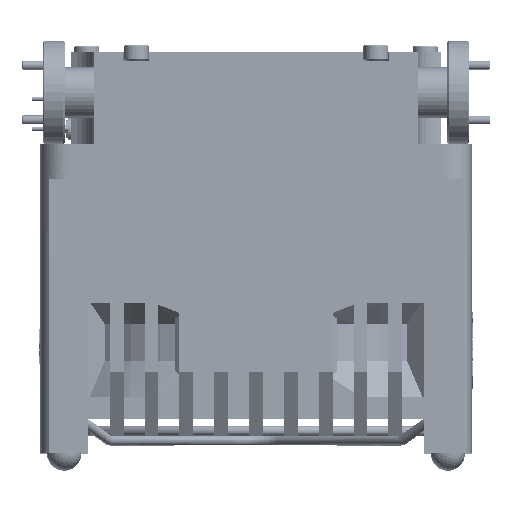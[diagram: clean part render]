
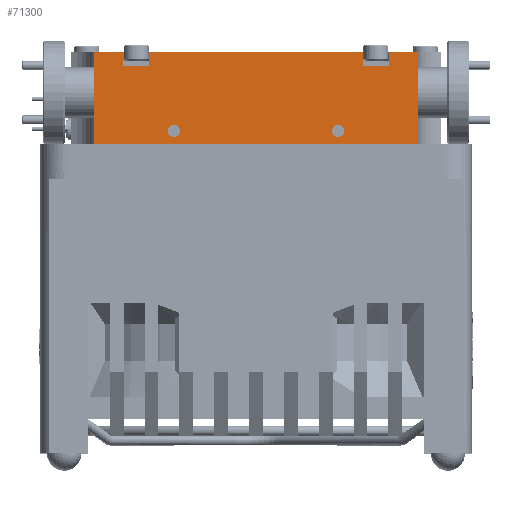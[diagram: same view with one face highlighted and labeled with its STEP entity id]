
A CAD part, top view. The second image highlights one B-rep face of the part: STEP entity #71300.
In plain terms, the highlighted planar face has unit normal (0, 0, 1).
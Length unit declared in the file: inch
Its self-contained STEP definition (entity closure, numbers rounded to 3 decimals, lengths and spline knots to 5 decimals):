
#101 = EDGE_CURVE ( 'NONE', #77526, #3898, #132839, .T. ) ;
#566 = CARTESIAN_POINT ( 'NONE',  ( -0.6, -0.2375, 1.55 ) ) ;
#761 = CARTESIAN_POINT ( 'NONE',  ( -1.18, 0.3375, 1.55 ) ) ;
#1683 = ORIENTED_EDGE ( 'NONE', *, *, #33560, .F. ) ;
#2448 = CARTESIAN_POINT ( 'NONE',  ( 0.9715, 0.2355, 1.55 ) ) ;
#2503 = CARTESIAN_POINT ( 'NONE',  ( -1.18, -0.3375, 1.55 ) ) ;
#2509 = ORIENTED_EDGE ( 'NONE', *, *, #78143, .F. ) ;
#2794 = EDGE_CURVE ( 'NONE', #114002, #47747, #19963, .T. ) ;
#3898 = VERTEX_POINT ( 'NONE', #69164 ) ;
#5845 = ORIENTED_EDGE ( 'NONE', *, *, #71113, .F. ) ;
#7957 = DIRECTION ( 'NONE',  ( 0., 1., 0. ) ) ;
#8358 = DIRECTION ( 'NONE',  ( 1., 0., 0. ) ) ;
#12495 = ORIENTED_EDGE ( 'NONE', *, *, #51581, .F. ) ;
#13418 = EDGE_CURVE ( 'NONE', #131301, #61584, #80001, .T. ) ;
#13472 = LINE ( 'NONE', #54695, #118485 ) ;
#14179 = CARTESIAN_POINT ( 'NONE',  ( -1.18, 0.3375, 1.55 ) ) ;
#15553 = CARTESIAN_POINT ( 'NONE',  ( -0.6445, -0.2375, 1.55 ) ) ;
#17343 = ORIENTED_EDGE ( 'NONE', *, *, #121670, .F. ) ;
#19963 = LINE ( 'NONE', #123379, #99977 ) ;
#22272 = ORIENTED_EDGE ( 'NONE', *, *, #98886, .T. ) ;
#22749 = FACE_BOUND ( 'NONE', #119434, .T. ) ;
#23162 = AXIS2_PLACEMENT_3D ( 'NONE', #60794, #111459, #47985 ) ;
#24342 = ORIENTED_EDGE ( 'NONE', *, *, #2794, .T. ) ;
#26732 = CARTESIAN_POINT ( 'NONE',  ( -1.18, 0.3375, 1.55 ) ) ;
#28124 = VERTEX_POINT ( 'NONE', #89156 ) ;
#29052 = DIRECTION ( 'NONE',  ( 1., 0., 0. ) ) ;
#29992 = VECTOR ( 'NONE', #66421, 39.37008 ) ;
#30130 = DIRECTION ( 'NONE',  ( 0., 1., 0. ) ) ;
#32316 = DIRECTION ( 'NONE',  ( 0., 0., 1. ) ) ;
#32400 = CARTESIAN_POINT ( 'NONE',  ( 1.18, 0.3375, 1.55 ) ) ;
#32887 = VERTEX_POINT ( 'NONE', #87960 ) ;
#33560 = EDGE_CURVE ( 'NONE', #47475, #126840, #59540, .T. ) ;
#36275 = CARTESIAN_POINT ( 'NONE',  ( 1.18, -0.3375, 1.55 ) ) ;
#37560 = DIRECTION ( 'NONE',  ( 0., 0., -1. ) ) ;
#37705 = LINE ( 'NONE', #46520, #84459 ) ;
#39528 = EDGE_CURVE ( 'NONE', #126840, #47475, #57589, .T. ) ;
#41842 = VERTEX_POINT ( 'NONE', #103852 ) ;
#43872 = LINE ( 'NONE', #32400, #65843 ) ;
#45012 = DIRECTION ( 'NONE',  ( 0., 0., 1. ) ) ;
#46336 = DIRECTION ( 'NONE',  ( 1., 0., 0. ) ) ;
#46520 = CARTESIAN_POINT ( 'NONE',  ( -0.9715, 0.04018, 1.55 ) ) ;
#46950 = VECTOR ( 'NONE', #65971, 39.37008 ) ;
#47475 = VERTEX_POINT ( 'NONE', #94252 ) ;
#47747 = VERTEX_POINT ( 'NONE', #99565 ) ;
#47778 = EDGE_CURVE ( 'NONE', #115955, #106449, #122547, .T. ) ;
#47985 = DIRECTION ( 'NONE',  ( 1., 0., 0. ) ) ;
#48162 = VECTOR ( 'NONE', #8358, 39.37008 ) ;
#48232 = VECTOR ( 'NONE', #131066, 39.37008 ) ;
#48651 = CIRCLE ( 'NONE', #87520, 0.0445 ) ;
#49556 = CARTESIAN_POINT ( 'NONE',  ( -1.18, 0.3375, 1.55 ) ) ;
#51581 = EDGE_CURVE ( 'NONE', #101793, #28124, #48651, .T. ) ;
#53300 = VECTOR ( 'NONE', #71056, 39.37008 ) ;
#54564 = VERTEX_POINT ( 'NONE', #36275 ) ;
#54695 = CARTESIAN_POINT ( 'NONE',  ( -0.7785, 0.04018, 1.55 ) ) ;
#55139 = CARTESIAN_POINT ( 'NONE',  ( 0.6, -0.2375, 1.55 ) ) ;
#56429 = EDGE_CURVE ( 'NONE', #131301, #32887, #37705, .T. ) ;
#57589 = CIRCLE ( 'NONE', #23162, 0.0445 ) ;
#57619 = ORIENTED_EDGE ( 'NONE', *, *, #117155, .F. ) ;
#58767 = LINE ( 'NONE', #60787, #48232 ) ;
#59139 = DIRECTION ( 'NONE',  ( 0., -1., 0. ) ) ;
#59444 = LINE ( 'NONE', #100679, #129188 ) ;
#59540 = CIRCLE ( 'NONE', #91991, 0.0445 ) ;
#60787 = CARTESIAN_POINT ( 'NONE',  ( 0.7785, 0.04018, 1.55 ) ) ;
#60794 = CARTESIAN_POINT ( 'NONE',  ( -0.6, -0.2375, 1.55 ) ) ;
#61033 = DIRECTION ( 'NONE',  ( 1., 0., 0. ) ) ;
#61584 = VERTEX_POINT ( 'NONE', #63753 ) ;
#61855 = DIRECTION ( 'NONE',  ( 0., -1., 0. ) ) ;
#63354 = LINE ( 'NONE', #2503, #46950 ) ;
#63753 = CARTESIAN_POINT ( 'NONE',  ( -0.7785, 0.2355, 1.55 ) ) ;
#64072 = ORIENTED_EDGE ( 'NONE', *, *, #39528, .F. ) ;
#65459 = DIRECTION ( 'NONE',  ( 0., -1., 0. ) ) ;
#65843 = VECTOR ( 'NONE', #65459, 39.37008 ) ;
#65971 = DIRECTION ( 'NONE',  ( 1., 0., 0. ) ) ;
#66421 = DIRECTION ( 'NONE',  ( 1., 0., 0. ) ) ;
#67161 = ORIENTED_EDGE ( 'NONE', *, *, #108469, .F. ) ;
#69164 = CARTESIAN_POINT ( 'NONE',  ( 0.9715, 0.3375, 1.55 ) ) ;
#70633 = CARTESIAN_POINT ( 'NONE',  ( 0.6, -0.2375, 1.55 ) ) ;
#71055 = CARTESIAN_POINT ( 'NONE',  ( 0.5555, -0.2375, 1.55 ) ) ;
#71056 = DIRECTION ( 'NONE',  ( 1., 0., 0. ) ) ;
#71113 = EDGE_CURVE ( 'NONE', #61584, #115955, #13472, .T. ) ;
#71300 = ADVANCED_FACE ( 'NONE', ( #22749, #99708, #88908 ), #129476, .F. ) ;
#71314 = DIRECTION ( 'NONE',  ( 1., 0., 0. ) ) ;
#72426 = VERTEX_POINT ( 'NONE', #103916 ) ;
#73868 = AXIS2_PLACEMENT_3D ( 'NONE', #55139, #45012, #46336 ) ;
#75547 = CARTESIAN_POINT ( 'NONE',  ( 0.7785, 0.3375, 1.55 ) ) ;
#77139 = EDGE_LOOP ( 'NONE', ( #57619, #12495 ) ) ;
#77526 = VERTEX_POINT ( 'NONE', #2448 ) ;
#78143 = EDGE_CURVE ( 'NONE', #114002, #32887, #59444, .T. ) ;
#79705 = AXIS2_PLACEMENT_3D ( 'NONE', #26732, #37560, #59139 ) ;
#80001 = LINE ( 'NONE', #123252, #48162 ) ;
#80505 = CARTESIAN_POINT ( 'NONE',  ( -0.9715, 0.2355, 1.55 ) ) ;
#82132 = DIRECTION ( 'NONE',  ( 0., 0., 1. ) ) ;
#82221 = CARTESIAN_POINT ( 'NONE',  ( -0.7785, 0.3375, 1.55 ) ) ;
#83872 = LINE ( 'NONE', #761, #53300 ) ;
#84459 = VECTOR ( 'NONE', #7957, 39.37008 ) ;
#85894 = EDGE_CURVE ( 'NONE', #3898, #72426, #83872, .T. ) ;
#86034 = LINE ( 'NONE', #127278, #29992 ) ;
#87520 = AXIS2_PLACEMENT_3D ( 'NONE', #70633, #82132, #71314 ) ;
#87960 = CARTESIAN_POINT ( 'NONE',  ( -0.9715, 0.3375, 1.55 ) ) ;
#88908 = FACE_OUTER_BOUND ( 'NONE', #89838, .T. ) ;
#89156 = CARTESIAN_POINT ( 'NONE',  ( 0.6445, -0.2375, 1.55 ) ) ;
#89838 = EDGE_LOOP ( 'NONE', ( #109218, #91877, #67161, #22272, #108509, #5845, #91562, #103292, #2509, #24342, #93162, #17343 ) ) ;
#91562 = ORIENTED_EDGE ( 'NONE', *, *, #13418, .F. ) ;
#91877 = ORIENTED_EDGE ( 'NONE', *, *, #101, .F. ) ;
#91991 = AXIS2_PLACEMENT_3D ( 'NONE', #566, #32316, #93802 ) ;
#93162 = ORIENTED_EDGE ( 'NONE', *, *, #125122, .T. ) ;
#93802 = DIRECTION ( 'NONE',  ( 1., 0., 0. ) ) ;
#94252 = CARTESIAN_POINT ( 'NONE',  ( -0.5555, -0.2375, 1.55 ) ) ;
#94576 = VECTOR ( 'NONE', #30130, 39.37008 ) ;
#95454 = CIRCLE ( 'NONE', #73868, 0.0445 ) ;
#95885 = DIRECTION ( 'NONE',  ( 0., 1., 0. ) ) ;
#98886 = EDGE_CURVE ( 'NONE', #41842, #106449, #58767, .T. ) ;
#99565 = CARTESIAN_POINT ( 'NONE',  ( -1.18, -0.3375, 1.55 ) ) ;
#99708 = FACE_BOUND ( 'NONE', #77139, .T. ) ;
#99977 = VECTOR ( 'NONE', #61855, 39.37008 ) ;
#100679 = CARTESIAN_POINT ( 'NONE',  ( -1.18, 0.3375, 1.55 ) ) ;
#101793 = VERTEX_POINT ( 'NONE', #71055 ) ;
#102432 = CARTESIAN_POINT ( 'NONE',  ( 0.9715, 0.04018, 1.55 ) ) ;
#103292 = ORIENTED_EDGE ( 'NONE', *, *, #56429, .T. ) ;
#103852 = CARTESIAN_POINT ( 'NONE',  ( 0.7785, 0.2355, 1.55 ) ) ;
#103916 = CARTESIAN_POINT ( 'NONE',  ( 1.18, 0.3375, 1.55 ) ) ;
#106449 = VERTEX_POINT ( 'NONE', #75547 ) ;
#108469 = EDGE_CURVE ( 'NONE', #41842, #77526, #86034, .T. ) ;
#108509 = ORIENTED_EDGE ( 'NONE', *, *, #47778, .F. ) ;
#109218 = ORIENTED_EDGE ( 'NONE', *, *, #85894, .F. ) ;
#111459 = DIRECTION ( 'NONE',  ( 0., 0., 1. ) ) ;
#114002 = VERTEX_POINT ( 'NONE', #14179 ) ;
#115955 = VERTEX_POINT ( 'NONE', #82221 ) ;
#117155 = EDGE_CURVE ( 'NONE', #28124, #101793, #95454, .T. ) ;
#118485 = VECTOR ( 'NONE', #95885, 39.37008 ) ;
#119434 = EDGE_LOOP ( 'NONE', ( #1683, #64072 ) ) ;
#121670 = EDGE_CURVE ( 'NONE', #72426, #54564, #43872, .T. ) ;
#122547 = LINE ( 'NONE', #49556, #127967 ) ;
#123252 = CARTESIAN_POINT ( 'NONE',  ( -0.9715, 0.2355, 1.55 ) ) ;
#123379 = CARTESIAN_POINT ( 'NONE',  ( -1.18, 0.3375, 1.55 ) ) ;
#125122 = EDGE_CURVE ( 'NONE', #47747, #54564, #63354, .T. ) ;
#126840 = VERTEX_POINT ( 'NONE', #15553 ) ;
#127278 = CARTESIAN_POINT ( 'NONE',  ( 0.7785, 0.2355, 1.55 ) ) ;
#127967 = VECTOR ( 'NONE', #61033, 39.37008 ) ;
#129188 = VECTOR ( 'NONE', #29052, 39.37008 ) ;
#129476 = PLANE ( 'NONE',  #79705 ) ;
#131066 = DIRECTION ( 'NONE',  ( 0., 1., 0. ) ) ;
#131301 = VERTEX_POINT ( 'NONE', #80505 ) ;
#132839 = LINE ( 'NONE', #102432, #94576 ) ;
